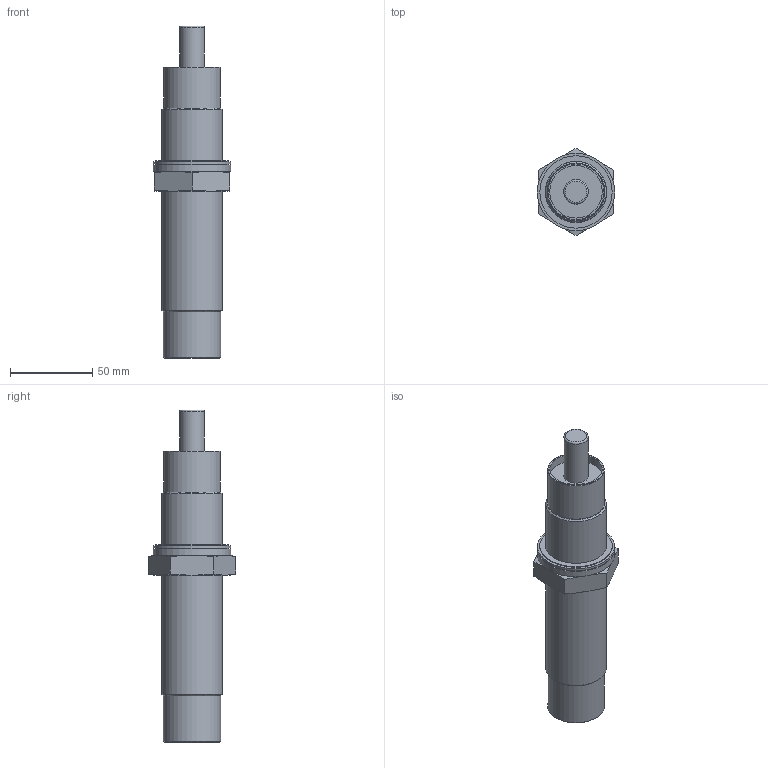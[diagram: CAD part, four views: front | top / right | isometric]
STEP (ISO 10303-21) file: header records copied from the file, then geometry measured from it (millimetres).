
FILE_DESCRIPTION(/* description */ ('STEP AP214'),/* implementation_level */ '2;1');
FILE_NAME(/* name */ '8161536_DYSD-Q11-32-25-Y1F-L-Y10',/* time_stamp */ '2024-08-23T16:16:40+02:00',/* author */ ('License CC BY-ND 4.0'),/* organization */ ('CADENAS'),/* preprocessor_version */ 'ST-DEVELOPER v19.3',/* originating_system */ 'PARTsolutions',/* authorisation */ ' ');
FILE_SCHEMA (('AUTOMOTIVE_DESIGN {1 0 10303 214 3 1 1}'));
Length unit declared in the file: millimetre
Products named in the file (5): 8161536 DYSD-Q11-32-25-Y1F-L-Y10_(25high); 8161536 DYSD-Q11-32-25-Y1F-L-Y10_25highSD; 1577072; 2184878; 237259 YSR-32 M37x1.5-12-46
Assembly tree (4 placements, depth 2):
  8161536 DYSD-Q11-32-25-Y1F-L-Y10_(25high)
    8161536 DYSD-Q11-32-25-Y1F-L-Y10_25highSD
    1577072
    2184878
    237259 YSR-32 M37x1.5-12-46
Bounding box: 47 x 53.12 x 202 mm (x, y, z)
Volume: 197849.6 mm3; surface area: 33831.3 mm2
Topology: 4 solids, 4 shells, 52 faces, 98 edges, 63 vertices
Faces by surface type: plane 29, cylinder 14, cone 8, torus 1
Full cylindrical faces by diameter (mm): 15 x1, 30 x1, 31 x1, 32 x1, 34.4 x1, 34.8 x1, 35.376 x1, 37 x1, 37.2 x1, 37.5 x1, 44 x2, 47 x2
Entity records: 1333 total; most frequent: CARTESIAN_POINT 239, DIRECTION 212, ORIENTED_EDGE 146, AXIS2_PLACEMENT_3D 94, EDGE_LOOP 90, FACE_BOUND 90, EDGE_CURVE 73, VERTEX_POINT 61
